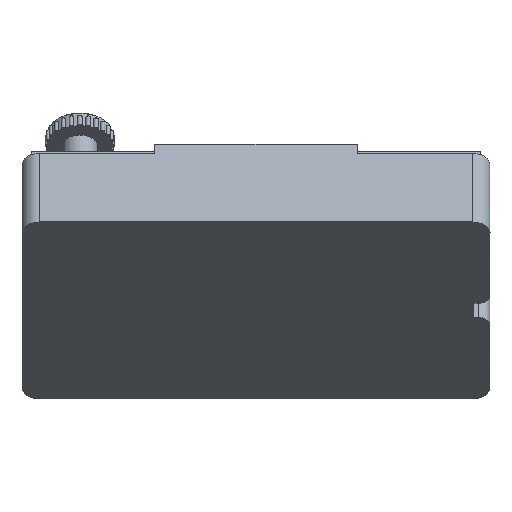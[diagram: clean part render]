
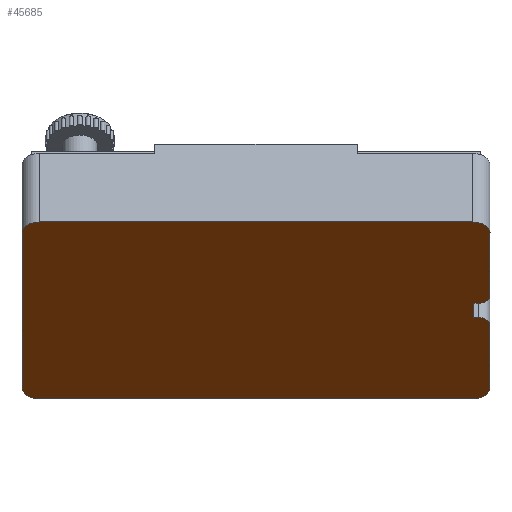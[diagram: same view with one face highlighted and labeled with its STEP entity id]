
A CAD part, left-side view. The second image highlights one B-rep face of the part: STEP entity #45685.
In plain terms, the highlighted planar face has unit normal (-0.612, 0, -0.791).
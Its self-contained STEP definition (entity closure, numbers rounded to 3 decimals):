
#4718=LINE('',#80660,#9460);
#4755=LINE('',#80763,#9497);
#4777=LINE('',#80816,#9519);
#4779=LINE('',#80820,#9521);
#4780=LINE('',#80824,#9522);
#4781=LINE('',#80827,#9523);
#4782=LINE('',#80831,#9524);
#4783=LINE('',#80834,#9525);
#9460=VECTOR('',#61715,2.);
#9497=VECTOR('',#61824,37.5);
#9519=VECTOR('',#61878,0.4);
#9521=VECTOR('',#61882,9.);
#9522=VECTOR('',#61885,37.5);
#9523=VECTOR('',#61888,22.);
#9524=VECTOR('',#61891,9.);
#9525=VECTOR('',#61894,0.4);
#11378=PLANE('',#49552);
#13928=FACE_OUTER_BOUND('',#16497,.T.);
#16497=EDGE_LOOP('',(#41314,#41315,#41316,#41317,#41318,#41319,#41320,#41321,
#41322,#41323,#41324,#41325,#41326,#41327));
#18078=CIRCLE('',#49534,1.5);
#18081=CIRCLE('',#49550,1.);
#18082=CIRCLE('',#49553,1.5);
#18083=CIRCLE('',#49554,1.5);
#18084=CIRCLE('',#49555,1.5);
#18085=CIRCLE('',#49556,1.);
#22250=VERTEX_POINT('',#80657);
#22251=VERTEX_POINT('',#80659);
#22277=VERTEX_POINT('',#80750);
#22278=VERTEX_POINT('',#80752);
#22281=VERTEX_POINT('',#80761);
#22295=VERTEX_POINT('',#80810);
#22296=VERTEX_POINT('',#80812);
#22297=VERTEX_POINT('',#80819);
#22298=VERTEX_POINT('',#80821);
#22299=VERTEX_POINT('',#80823);
#22300=VERTEX_POINT('',#80825);
#22301=VERTEX_POINT('',#80828);
#22302=VERTEX_POINT('',#80830);
#22303=VERTEX_POINT('',#80832);
#28608=EDGE_CURVE('',#22251,#22250,#4718,.T.);
#28651=EDGE_CURVE('',#22278,#22277,#18078,.T.);
#28657=EDGE_CURVE('',#22277,#22281,#4755,.T.);
#28680=EDGE_CURVE('',#22295,#22296,#18081,.T.);
#28682=EDGE_CURVE('',#22250,#22296,#4777,.T.);
#28684=EDGE_CURVE('',#22295,#22297,#4779,.T.);
#28685=EDGE_CURVE('',#22297,#22298,#18082,.T.);
#28686=EDGE_CURVE('',#22298,#22299,#4780,.T.);
#28687=EDGE_CURVE('',#22299,#22300,#18083,.T.);
#28688=EDGE_CURVE('',#22300,#22278,#4781,.T.);
#28689=EDGE_CURVE('',#22281,#22301,#18084,.T.);
#28690=EDGE_CURVE('',#22301,#22302,#4782,.T.);
#28691=EDGE_CURVE('',#22303,#22302,#18085,.T.);
#28692=EDGE_CURVE('',#22303,#22251,#4783,.T.);
#41314=ORIENTED_EDGE('',*,*,#28680,.F.);
#41315=ORIENTED_EDGE('',*,*,#28684,.T.);
#41316=ORIENTED_EDGE('',*,*,#28685,.T.);
#41317=ORIENTED_EDGE('',*,*,#28686,.T.);
#41318=ORIENTED_EDGE('',*,*,#28687,.T.);
#41319=ORIENTED_EDGE('',*,*,#28688,.T.);
#41320=ORIENTED_EDGE('',*,*,#28651,.T.);
#41321=ORIENTED_EDGE('',*,*,#28657,.T.);
#41322=ORIENTED_EDGE('',*,*,#28689,.T.);
#41323=ORIENTED_EDGE('',*,*,#28690,.T.);
#41324=ORIENTED_EDGE('',*,*,#28691,.F.);
#41325=ORIENTED_EDGE('',*,*,#28692,.T.);
#41326=ORIENTED_EDGE('',*,*,#28608,.T.);
#41327=ORIENTED_EDGE('',*,*,#28682,.T.);
#45685=ADVANCED_FACE('',(#13928),#11378,.F.);
#49534=AXIS2_PLACEMENT_3D('',#80753,#61815,#61816);
#49550=AXIS2_PLACEMENT_3D('',#80813,#61873,#61874);
#49552=AXIS2_PLACEMENT_3D('',#80818,#61880,#61881);
#49553=AXIS2_PLACEMENT_3D('',#80822,#61883,#61884);
#49554=AXIS2_PLACEMENT_3D('',#80826,#61886,#61887);
#49555=AXIS2_PLACEMENT_3D('',#80829,#61889,#61890);
#49556=AXIS2_PLACEMENT_3D('',#80833,#61892,#61893);
#61715=DIRECTION('',(-0.791,0.,0.612));
#61815=DIRECTION('center_axis',(-0.612,0.,
-0.791));
#61816=DIRECTION('ref_axis',(-0.791,0.,0.612));
#61824=DIRECTION('',(0.,-1.,0.));
#61873=DIRECTION('center_axis',(0.612,0.,
0.791));
#61874=DIRECTION('ref_axis',(0.559,-0.707,-0.433));
#61878=DIRECTION('',(0.,-1.,0.));
#61880=DIRECTION('center_axis',(0.612,0.,
0.791));
#61881=DIRECTION('ref_axis',(0.791,0.,-0.612));
#61882=DIRECTION('',(-0.791,0.,0.612));
#61883=DIRECTION('center_axis',(-0.612,0.,
-0.791));
#61884=DIRECTION('ref_axis',(0.791,0.,-0.612));
#61885=DIRECTION('',(0.,1.,0.));
#61886=DIRECTION('center_axis',(-0.612,0.,
-0.791));
#61887=DIRECTION('ref_axis',(0.,-1.,0.));
#61888=DIRECTION('',(0.791,0.,-0.612));
#61889=DIRECTION('center_axis',(-0.612,0.,
-0.791));
#61890=DIRECTION('ref_axis',(0.,1.,0.));
#61891=DIRECTION('',(-0.791,0.,0.612));
#61892=DIRECTION('center_axis',(0.612,0.,
0.791));
#61893=DIRECTION('ref_axis',(-0.559,-0.707,0.433));
#61894=DIRECTION('',(0.,1.,0.));
#80657=CARTESIAN_POINT('',(-38.373,-31.503,-4.193));
#80659=CARTESIAN_POINT('',(-36.791,-31.503,-5.417));
#80660=CARTESIAN_POINT('',(-37.187,-31.503,-5.111));
#80750=CARTESIAN_POINT('',(-27.699,6.097,-12.459));
#80752=CARTESIAN_POINT('',(-28.885,7.597,-11.54));
#80753=CARTESIAN_POINT('Origin',(-28.885,6.097,-11.54));
#80761=CARTESIAN_POINT('',(-27.699,-31.403,-12.459));
#80763=CARTESIAN_POINT('',(-27.699,6.097,-12.459));
#80810=CARTESIAN_POINT('',(-39.163,-32.903,-3.581));
#80812=CARTESIAN_POINT('',(-38.373,-31.903,-4.193));
#80813=CARTESIAN_POINT('Origin',(-39.163,-31.903,-3.581));
#80816=CARTESIAN_POINT('',(-38.373,-22.078,-4.193));
#80818=CARTESIAN_POINT('Origin',(-37.582,-12.653,-4.805));
#80819=CARTESIAN_POINT('',(-46.279,-32.903,1.93));
#80820=CARTESIAN_POINT('',(-28.885,-32.903,-11.54));
#80821=CARTESIAN_POINT('',(-47.465,-31.403,2.848));
#80822=CARTESIAN_POINT('Origin',(-46.279,-31.403,1.93));
#80823=CARTESIAN_POINT('',(-47.465,6.097,2.848));
#80824=CARTESIAN_POINT('',(-47.465,-31.403,2.848));
#80825=CARTESIAN_POINT('',(-46.279,7.597,1.93));
#80826=CARTESIAN_POINT('Origin',(-46.279,6.097,1.93));
#80827=CARTESIAN_POINT('',(-46.279,7.597,1.93));
#80828=CARTESIAN_POINT('',(-28.885,-32.903,-11.54));
#80829=CARTESIAN_POINT('Origin',(-28.885,-31.403,-11.54));
#80830=CARTESIAN_POINT('',(-36.001,-32.903,-6.03));
#80831=CARTESIAN_POINT('',(-28.885,-32.903,-11.54));
#80832=CARTESIAN_POINT('',(-36.791,-31.903,-5.417));
#80833=CARTESIAN_POINT('Origin',(-36.001,-31.903,-6.03));
#80834=CARTESIAN_POINT('',(-36.791,-22.778,-5.417));
